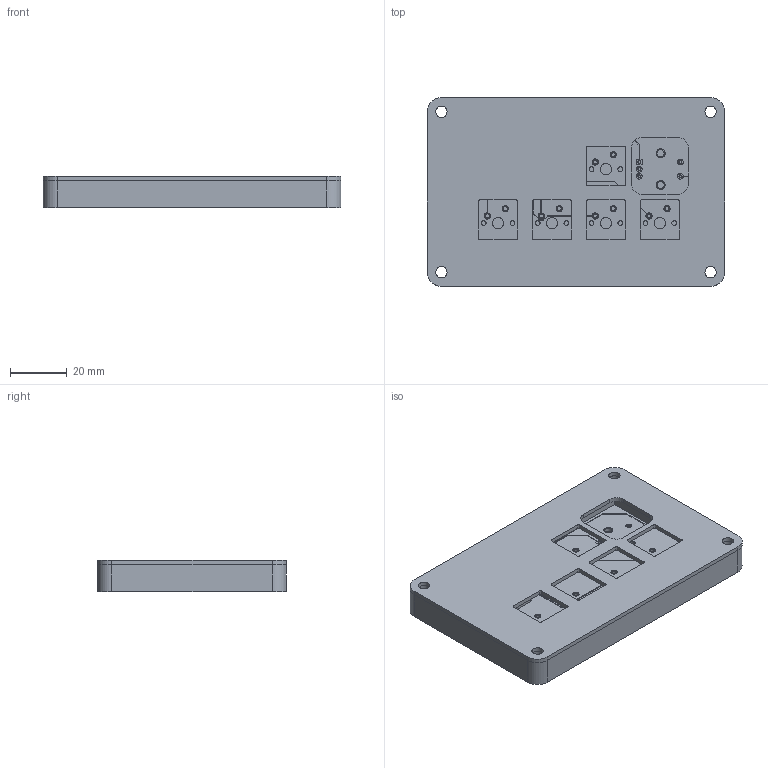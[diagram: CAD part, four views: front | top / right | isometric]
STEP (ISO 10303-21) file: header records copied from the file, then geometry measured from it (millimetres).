
FILE_DESCRIPTION(/* description */ ('KiCad electronic assembly'),/* implementation_level */ '2;1');
FILE_NAME(/* name */ 'Macropad.step',/* time_stamp */ '2025-12-06T22:27:44Z',/* author */ (''),/* organization */ (''),/* preprocessor_version */ 'ST-DEVELOPER v20.1',/* originating_system */ 'Autodesk Translation Framework v14.21.0.0',/* authorisation */ '');
FILE_SCHEMA (('AUTOMOTIVE_DESIGN { 1 0 10303 214 3 1 1 }'));
Products named in the file (18): Macropad 1; Macropad_copper; Macropad_pad; Macropad_via; Macropad_PCB; Seeed Studio XIAO RP2040; main; type-c v2; smd_button v3; SK6805-2.4x2.7 v1; Shell; DOUT; DIN; VSS; VDD; smd_button v3(Mirror); Component5; Component6
Assembly tree (17 placements, depth 5):
  Macropad 1
    Macropad_copper
    Macropad_pad
    Macropad_via
    Macropad_PCB
    Seeed Studio XIAO RP2040
      main
        type-c v2
        smd_button v3
        SK6805-2.4x2.7 v1
          Shell
          DOUT
          DIN
          VSS
          VDD
        smd_button v3(Mirror)
    Component5
      Component6
Bounding box: 105.1 x 66.7 x 11 mm (x, y, z)
Volume: 50244.9 mm3; surface area: 43370.4 mm2
Topology: 232 solids, 232 shells, 2364 faces, 5611 edges, 3702 vertices
Faces by surface type: plane 1556, cylinder 595, bspline 185, torus 12, sphere 10, cone 6
Full cylindrical faces by diameter (mm): 0.25 x6, 0.275 x12, 0.3 x12, 0.4 x1, 0.5 x2, 0.8 x14, 0.839 x42, 0.889 x28, 0.95 x15, 1 x10, 1.45 x30, 1.5 x22, 1.524 x28, 1.7 x10, 2 x9, 2.2 x20, 2.55 x6, 2.6 x4, 3.2 x4, 4 x13
Entity records: 70266 total; most frequent: CARTESIAN_POINT 14163, ORIENTED_EDGE 11206, DIRECTION 10899, EDGE_CURVE 5603, LINE 4023, VECTOR 4023, VERTEX_POINT 3702, AXIS2_PLACEMENT_3D 3438
